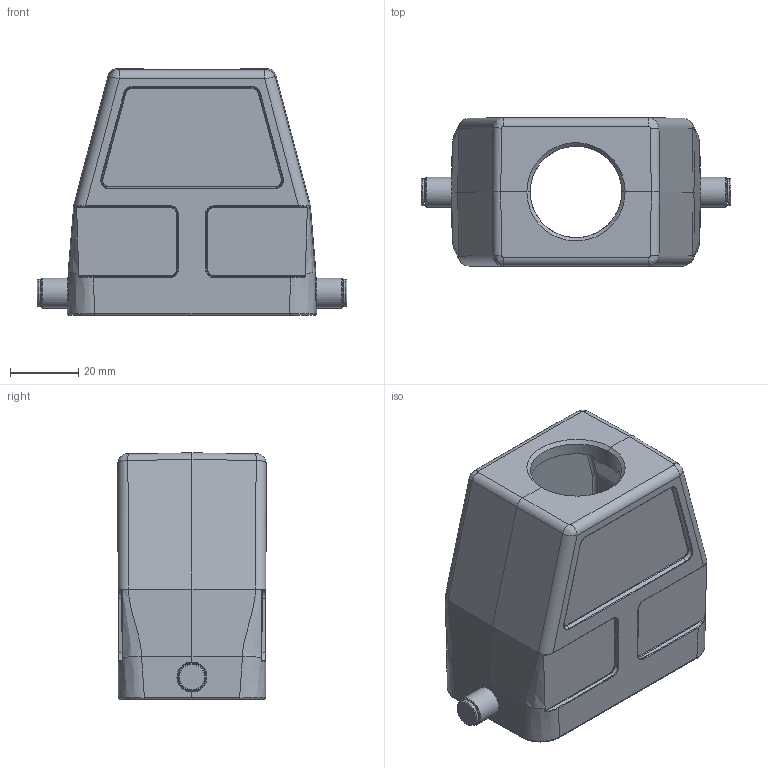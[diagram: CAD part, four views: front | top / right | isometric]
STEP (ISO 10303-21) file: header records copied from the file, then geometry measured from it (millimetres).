
FILE_DESCRIPTION(/* description */ (''),/* implementation_level */ '2;1');
FILE_NAME(/* name */ 'H10B-TEH-2B-XXX.stp',/* time_stamp */ '2022-09-04T08:52:04+08:00',/* author */ (''),/* organization */ (''),/* preprocessor_version */ 'ST-DEVELOPER v16',/* originating_system */ 'SIEMENS PLM Software NX 10.0',/* authorisation */ '');
FILE_SCHEMA (('AUTOMOTIVE_DESIGN { 1 0 10303 214 3 1 1 1 }'));
Length unit declared in the file: millimetre
Products named in the file (1): Admi14A87516cp4r
Bounding box: 90.85 x 43.43 x 72.22 mm (x, y, z)
Volume: 54941.2 mm3; surface area: 33934.3 mm2
Topology: 1 solids, 1 shells, 352 faces, 896 edges, 547 vertices
Faces by surface type: cylinder 133, bspline 108, plane 97, sphere 6, torus 4, cone 4
Full cylindrical faces by diameter (mm): 3 x2, 3.4 x4, 5 x2, 5.05 x2, 8 x2, 8.8 x2, 26.8 x1
Entity records: 14982 total; most frequent: CARTESIAN_POINT 7467, ORIENTED_EDGE 1718, DIRECTION 1305, EDGE_CURVE 859, VERTEX_POINT 539, AXIS2_PLACEMENT_3D 499, EDGE_LOOP 388, ADVANCED_FACE 352
